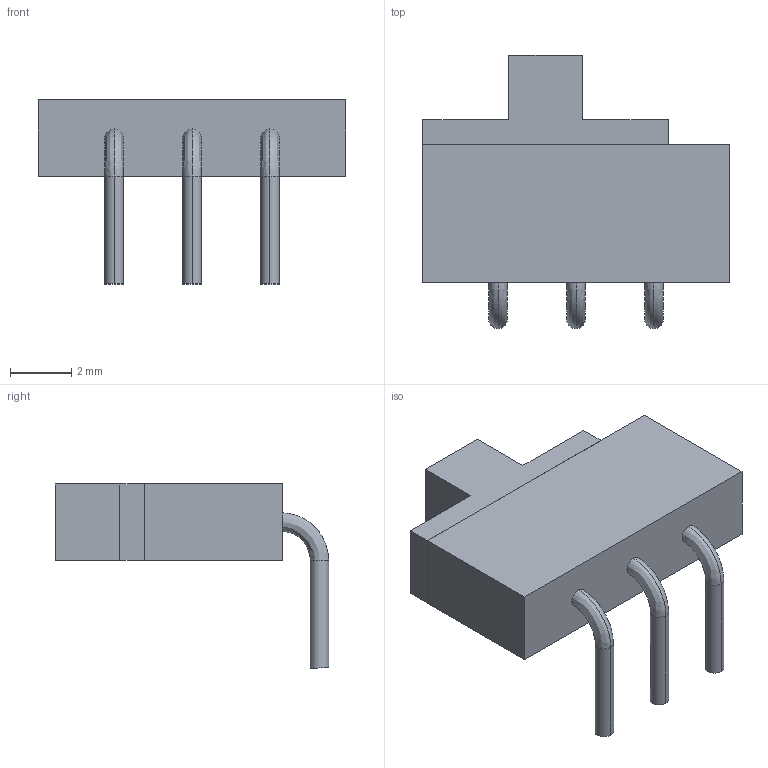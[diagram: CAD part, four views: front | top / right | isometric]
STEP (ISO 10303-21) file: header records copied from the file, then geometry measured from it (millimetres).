
FILE_DESCRIPTION (( 'STEP AP214' ), '1' );
FILE_NAME ('switch_SPDT.STEP', '2023-01-10T12:57:17', ( '' ), ( '' ), 'SwSTEP 2.0', 'SolidWorks 2018', '' );
FILE_SCHEMA (( 'AUTOMOTIVE_DESIGN' ));
Length unit declared in the file: millimetre
Products named in the file (1): switch_SPDT
Bounding box: 10 x 8.9 x 6.01 mm (x, y, z)
Volume: 145.6 mm3; surface area: 230.4 mm2
Topology: 1 solids, 1 shells, 29 faces, 66 edges, 42 vertices
Faces by surface type: plane 17, bspline 12
Entity records: 1349 total; most frequent: CARTESIAN_POINT 402, ORIENTED_EDGE 132, DIRECTION 108, EDGE_CURVE 66, VERTEX_POINT 42, VECTOR 36, AXIS2_PLACEMENT_3D 36, LINE 36
